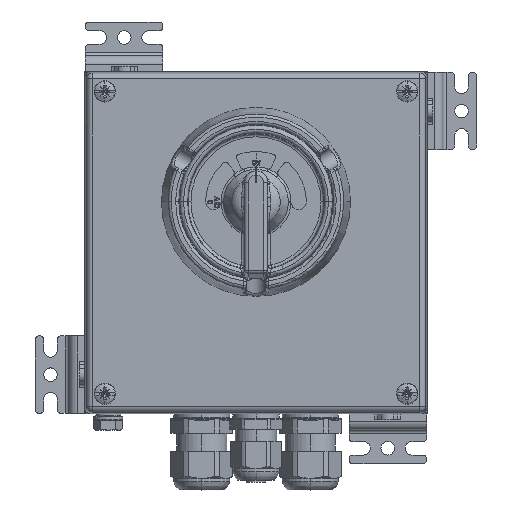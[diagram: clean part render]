
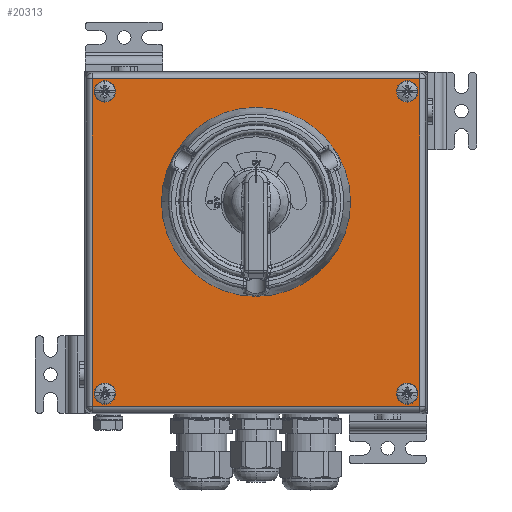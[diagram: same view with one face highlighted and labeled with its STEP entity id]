
A CAD part, top view. The second image highlights one B-rep face of the part: STEP entity #20313.
In plain terms, the highlighted planar face has unit normal (0, 0, 1).
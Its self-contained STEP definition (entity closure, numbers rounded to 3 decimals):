
#245 = AXIS2_PLACEMENT_3D ( 'NONE', #68409, #35343, #81346 ) ;
#1161 = VECTOR ( 'NONE', #39672, 1000. ) ;
#1166 = CARTESIAN_POINT ( 'NONE',  ( 84.434, 87.28, 89.5 ) ) ;
#1389 = CARTESIAN_POINT ( 'NONE',  ( 46.815, 11.369, 89.5 ) ) ;
#2106 = ORIENTED_EDGE ( 'NONE', *, *, #20157, .T. ) ;
#2283 = DIRECTION ( 'NONE',  ( 0., 1., 0. ) ) ;
#2350 = CARTESIAN_POINT ( 'NONE',  ( -46.815, 30.631, 89.5 ) ) ;
#3617 = CARTESIAN_POINT ( 'NONE',  ( -77.107, 72.573, 89.5 ) ) ;
#7748 = DIRECTION ( 'NONE',  ( 0., 0., 1. ) ) ;
#8405 = EDGE_CURVE ( 'NONE', #74738, #81059, #43689, .T. ) ;
#8610 = AXIS2_PLACEMENT_3D ( 'NONE', #31578, #33289, #66340 ) ;
#8866 = CARTESIAN_POINT ( 'NONE',  ( 78., -78., 89.5 ) ) ;
#9996 = CARTESIAN_POINT ( 'NONE',  ( 78., 78., 89.5 ) ) ;
#10238 = CARTESIAN_POINT ( 'NONE',  ( -78., 78., 89.5 ) ) ;
#10251 = ORIENTED_EDGE ( 'NONE', *, *, #8405, .F. ) ;
#13174 = ORIENTED_EDGE ( 'NONE', *, *, #41490, .T. ) ;
#13714 = CARTESIAN_POINT ( 'NONE',  ( 84.434, -84.434, 89.5 ) ) ;
#13904 = VERTEX_POINT ( 'NONE', #73497 ) ;
#14229 = DIRECTION ( 'NONE',  ( -0.162, 0.987, 0. ) ) ;
#14307 = VERTEX_POINT ( 'NONE', #48748 ) ;
#14562 = CIRCLE ( 'NONE', #33698, 5.5 ) ;
#16286 = DIRECTION ( 'NONE',  ( -0.162, 0.987, 0. ) ) ;
#16763 = AXIS2_PLACEMENT_3D ( 'NONE', #79360, #26465, #33070 ) ;
#17461 = DIRECTION ( 'NONE',  ( -0.162, 0.987, 0. ) ) ;
#17664 = LINE ( 'NONE', #66721, #83463 ) ;
#18014 = EDGE_LOOP ( 'NONE', ( #23788, #77923 ) ) ;
#19068 = EDGE_CURVE ( 'NONE', #32221, #13904, #14562, .T. ) ;
#19659 = EDGE_LOOP ( 'NONE', ( #13174, #2106 ) ) ;
#19689 = EDGE_LOOP ( 'NONE', ( #10251, #39670 ) ) ;
#20157 = EDGE_CURVE ( 'NONE', #41138, #68926, #20441, .T. ) ;
#20313 = ADVANCED_FACE ( 'NONE', ( #37944, #77034, #49261, #50321, #66732, #68786 ), #73647, .T. ) ;
#20441 = CIRCLE ( 'NONE', #39465, 47.796 ) ;
#22459 = CARTESIAN_POINT ( 'NONE',  ( 84.434, 84.434, 89.5 ) ) ;
#23788 = ORIENTED_EDGE ( 'NONE', *, *, #19068, .F. ) ;
#24267 = DIRECTION ( 'NONE',  ( 0., 0., 1. ) ) ;
#24982 = EDGE_CURVE ( 'NONE', #81059, #74738, #42427, .T. ) ;
#25189 = CARTESIAN_POINT ( 'NONE',  ( 78.893, 72.573, 89.5 ) ) ;
#25577 = AXIS2_PLACEMENT_3D ( 'NONE', #34269, #7748, #2283 ) ;
#25595 = ORIENTED_EDGE ( 'NONE', *, *, #32205, .F. ) ;
#26169 = CARTESIAN_POINT ( 'NONE',  ( -84.434, -87.28, 89.5 ) ) ;
#26465 = DIRECTION ( 'NONE',  ( 0., 0., 1. ) ) ;
#27520 = EDGE_CURVE ( 'NONE', #14307, #66162, #31250, .T. ) ;
#27787 = EDGE_CURVE ( 'NONE', #13904, #32221, #65117, .T. ) ;
#28443 = DIRECTION ( 'NONE',  ( 1., 0., 0. ) ) ;
#28876 = EDGE_CURVE ( 'NONE', #72154, #41938, #30027, .T. ) ;
#30027 = LINE ( 'NONE', #26169, #1161 ) ;
#30036 = ORIENTED_EDGE ( 'NONE', *, *, #73202, .T. ) ;
#30167 = DIRECTION ( 'NONE',  ( 0., 0., 1. ) ) ;
#31250 = CIRCLE ( 'NONE', #44486, 5.5 ) ;
#31578 = CARTESIAN_POINT ( 'NONE',  ( 0., 21., 89.5 ) ) ;
#31749 = VERTEX_POINT ( 'NONE', #55248 ) ;
#32205 = EDGE_CURVE ( 'NONE', #49974, #31749, #37862, .T. ) ;
#32221 = VERTEX_POINT ( 'NONE', #3617 ) ;
#33070 = DIRECTION ( 'NONE',  ( -0.162, 0.987, 0. ) ) ;
#33289 = DIRECTION ( 'NONE',  ( 0., 0., -1. ) ) ;
#33698 = AXIS2_PLACEMENT_3D ( 'NONE', #10238, #49675, #17461 ) ;
#33886 = EDGE_LOOP ( 'NONE', ( #25595, #46472 ) ) ;
#34107 = LINE ( 'NONE', #61748, #80368 ) ;
#34269 = CARTESIAN_POINT ( 'NONE',  ( 88.25, -88.25, 89.5 ) ) ;
#35343 = DIRECTION ( 'NONE',  ( 0., 0., 1. ) ) ;
#35514 = CARTESIAN_POINT ( 'NONE',  ( 78., -78., 89.5 ) ) ;
#35865 = AXIS2_PLACEMENT_3D ( 'NONE', #9996, #30167, #83021 ) ;
#36630 = CARTESIAN_POINT ( 'NONE',  ( -78., -78., 89.5 ) ) ;
#37839 = CARTESIAN_POINT ( 'NONE',  ( -77.107, -83.427, 89.5 ) ) ;
#37862 = CIRCLE ( 'NONE', #35865, 5.5 ) ;
#37944 = FACE_OUTER_BOUND ( 'NONE', #38202, .T. ) ;
#38202 = EDGE_LOOP ( 'NONE', ( #46225, #52165, #69677, #30036 ) ) ;
#39465 = AXIS2_PLACEMENT_3D ( 'NONE', #82604, #63604, #77130 ) ;
#39670 = ORIENTED_EDGE ( 'NONE', *, *, #24982, .F. ) ;
#39672 = DIRECTION ( 'NONE',  ( 0., -1., 0. ) ) ;
#40022 = DIRECTION ( 'NONE',  ( 0., 1., 0. ) ) ;
#41138 = VERTEX_POINT ( 'NONE', #1389 ) ;
#41490 = EDGE_CURVE ( 'NONE', #68926, #41138, #78850, .T. ) ;
#41688 = DIRECTION ( 'NONE',  ( -0.162, 0.987, 0. ) ) ;
#41938 = VERTEX_POINT ( 'NONE', #54088 ) ;
#42427 = CIRCLE ( 'NONE', #16763, 5.5 ) ;
#43689 = CIRCLE ( 'NONE', #80888, 5.5 ) ;
#44486 = AXIS2_PLACEMENT_3D ( 'NONE', #35514, #55646, #16286 ) ;
#45629 = EDGE_CURVE ( 'NONE', #41938, #80778, #34107, .T. ) ;
#46225 = ORIENTED_EDGE ( 'NONE', *, *, #78611, .T. ) ;
#46400 = EDGE_LOOP ( 'NONE', ( #74798, #59889 ) ) ;
#46472 = ORIENTED_EDGE ( 'NONE', *, *, #69487, .F. ) ;
#46618 = DIRECTION ( 'NONE',  ( -1., 0., 0. ) ) ;
#48461 = CIRCLE ( 'NONE', #245, 5.5 ) ;
#48748 = CARTESIAN_POINT ( 'NONE',  ( 78.893, -83.427, 89.5 ) ) ;
#49261 = FACE_BOUND ( 'NONE', #18014, .T. ) ;
#49675 = DIRECTION ( 'NONE',  ( 0., 0., 1. ) ) ;
#49974 = VERTEX_POINT ( 'NONE', #25189 ) ;
#50321 = FACE_BOUND ( 'NONE', #46400, .T. ) ;
#51785 = EDGE_CURVE ( 'NONE', #66162, #14307, #65359, .T. ) ;
#52165 = ORIENTED_EDGE ( 'NONE', *, *, #28876, .T. ) ;
#53246 = LINE ( 'NONE', #1166, #73785 ) ;
#53613 = CARTESIAN_POINT ( 'NONE',  ( -84.434, 84.434, 89.5 ) ) ;
#54088 = CARTESIAN_POINT ( 'NONE',  ( -84.434, -84.434, 89.5 ) ) ;
#55248 = CARTESIAN_POINT ( 'NONE',  ( 77.107, 83.427, 89.5 ) ) ;
#55646 = DIRECTION ( 'NONE',  ( 0., 0., 1. ) ) ;
#59889 = ORIENTED_EDGE ( 'NONE', *, *, #51785, .F. ) ;
#61748 = CARTESIAN_POINT ( 'NONE',  ( 87.28, -84.434, 89.5 ) ) ;
#62027 = AXIS2_PLACEMENT_3D ( 'NONE', #79162, #67086, #14229 ) ;
#63604 = DIRECTION ( 'NONE',  ( 0., 0., -1. ) ) ;
#65117 = CIRCLE ( 'NONE', #62027, 5.5 ) ;
#65359 = CIRCLE ( 'NONE', #70420, 5.5 ) ;
#66162 = VERTEX_POINT ( 'NONE', #84705 ) ;
#66340 = DIRECTION ( 'NONE',  ( 0., 1., 0. ) ) ;
#66721 = CARTESIAN_POINT ( 'NONE',  ( -87.28, 84.434, 89.5 ) ) ;
#66732 = FACE_BOUND ( 'NONE', #33886, .T. ) ;
#67086 = DIRECTION ( 'NONE',  ( 0., 0., 1. ) ) ;
#68409 = CARTESIAN_POINT ( 'NONE',  ( 78., 78., 89.5 ) ) ;
#68786 = FACE_BOUND ( 'NONE', #19659, .T. ) ;
#68926 = VERTEX_POINT ( 'NONE', #2350 ) ;
#69487 = EDGE_CURVE ( 'NONE', #31749, #49974, #48461, .T. ) ;
#69677 = ORIENTED_EDGE ( 'NONE', *, *, #45629, .T. ) ;
#70420 = AXIS2_PLACEMENT_3D ( 'NONE', #8866, #74456, #41688 ) ;
#72154 = VERTEX_POINT ( 'NONE', #53613 ) ;
#73202 = EDGE_CURVE ( 'NONE', #80778, #82416, #53246, .T. ) ;
#73497 = CARTESIAN_POINT ( 'NONE',  ( -78.893, 83.427, 89.5 ) ) ;
#73647 = PLANE ( 'NONE',  #25577 ) ;
#73785 = VECTOR ( 'NONE', #40022, 1000. ) ;
#74456 = DIRECTION ( 'NONE',  ( 0., 0., 1. ) ) ;
#74738 = VERTEX_POINT ( 'NONE', #37839 ) ;
#74798 = ORIENTED_EDGE ( 'NONE', *, *, #27520, .F. ) ;
#77034 = FACE_BOUND ( 'NONE', #19689, .T. ) ;
#77130 = DIRECTION ( 'NONE',  ( 0., 1., 0. ) ) ;
#77923 = ORIENTED_EDGE ( 'NONE', *, *, #27787, .F. ) ;
#77996 = CARTESIAN_POINT ( 'NONE',  ( -78.893, -72.573, 89.5 ) ) ;
#78611 = EDGE_CURVE ( 'NONE', #82416, #72154, #17664, .T. ) ;
#78850 = CIRCLE ( 'NONE', #8610, 47.796 ) ;
#79162 = CARTESIAN_POINT ( 'NONE',  ( -78., 78., 89.5 ) ) ;
#79360 = CARTESIAN_POINT ( 'NONE',  ( -78., -78., 89.5 ) ) ;
#80368 = VECTOR ( 'NONE', #28443, 1000. ) ;
#80778 = VERTEX_POINT ( 'NONE', #13714 ) ;
#80888 = AXIS2_PLACEMENT_3D ( 'NONE', #36630, #24267, #82615 ) ;
#81059 = VERTEX_POINT ( 'NONE', #77996 ) ;
#81346 = DIRECTION ( 'NONE',  ( -0.162, 0.987, 0. ) ) ;
#82416 = VERTEX_POINT ( 'NONE', #22459 ) ;
#82604 = CARTESIAN_POINT ( 'NONE',  ( 0., 21., 89.5 ) ) ;
#82615 = DIRECTION ( 'NONE',  ( -0.162, 0.987, 0. ) ) ;
#83021 = DIRECTION ( 'NONE',  ( -0.162, 0.987, 0. ) ) ;
#83463 = VECTOR ( 'NONE', #46618, 1000. ) ;
#84705 = CARTESIAN_POINT ( 'NONE',  ( 77.107, -72.573, 89.5 ) ) ;
